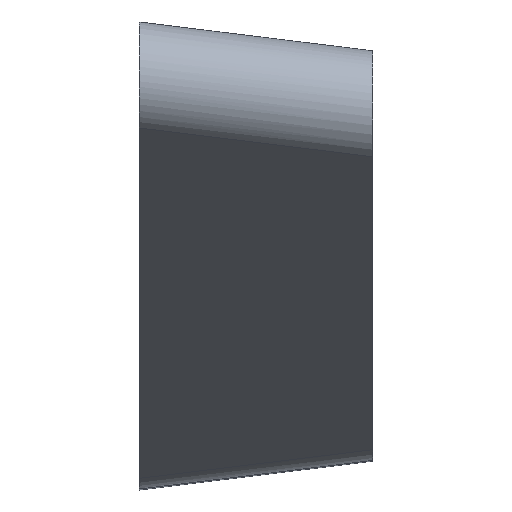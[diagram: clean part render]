
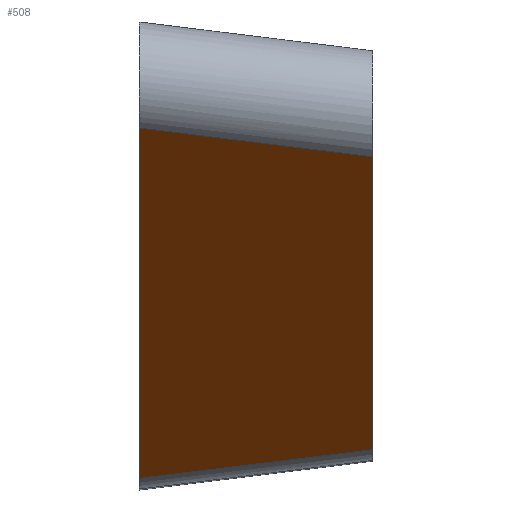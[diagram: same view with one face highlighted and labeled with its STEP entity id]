
A CAD part, top view. The second image highlights one B-rep face of the part: STEP entity #508.
In plain terms, the highlighted planar face has unit normal (0.122, -0.813, 0.569).
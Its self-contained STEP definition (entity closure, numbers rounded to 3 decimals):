
#92=CARTESIAN_POINT('',(0.,7.353,27.099));
#111=DIRECTION('',(0.,-0.574,-0.819));
#112=VECTOR('',#111,12.445);
#113=CARTESIAN_POINT('',(0.,7.353,27.099));
#114=LINE('',#113,#112);
#121=CARTESIAN_POINT('',(0.,0.215,16.905));
#170=DIRECTION('',(-0.992,-0.122,0.038));
#171=VECTOR('',#170,4.799);
#172=CARTESIAN_POINT('',(4.76,0.8,16.721));
#173=LINE('',#172,#171);
#177=DIRECTION('',(-0.926,0.114,0.361));
#178=VECTOR('',#177,5.142);
#179=CARTESIAN_POINT('',(4.76,6.769,25.246));
#180=LINE('',#179,#178);
#184=DIRECTION('',(0.,0.574,0.819));
#185=VECTOR('',#184,10.407);
#186=CARTESIAN_POINT('',(4.76,0.8,16.721));
#187=LINE('',#186,#185);
#260=CARTESIAN_POINT('',(4.76,6.769,25.246));
#401=VERTEX_POINT('',#121);
#402=CARTESIAN_POINT('',(4.76,0.8,16.721));
#403=VERTEX_POINT('',#402);
#405=VERTEX_POINT('',#92);
#409=VERTEX_POINT('',#260);
#495=CARTESIAN_POINT('',(0.,0.,16.598));
#496=DIRECTION('',(0.122,-0.813,0.569));
#497=DIRECTION('',(0.,-0.574,-0.819));
#498=AXIS2_PLACEMENT_3D('',#495,#496,#497);
#499=PLANE('',#498);
#500=ORIENTED_EDGE('',*,*,#487,.T.);
#501=ORIENTED_EDGE('',*,*,#430,.F.);
#503=ORIENTED_EDGE('',*,*,#502,.F.);
#505=ORIENTED_EDGE('',*,*,#504,.F.);
#506=EDGE_LOOP('',(#500,#501,#503,#505));
#507=FACE_OUTER_BOUND('',#506,.F.);
#430=EDGE_CURVE('',#405,#401,#114,.T.);
#487=EDGE_CURVE('',#403,#401,#173,.T.);
#502=EDGE_CURVE('',#409,#405,#180,.T.);
#504=EDGE_CURVE('',#403,#409,#187,.T.);
#508=ADVANCED_FACE('',(#507),#499,.T.);
